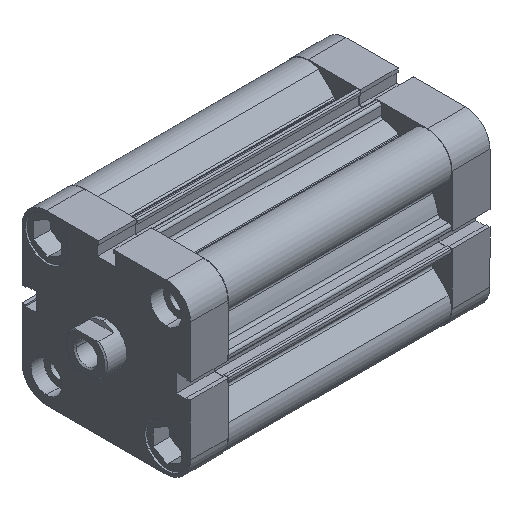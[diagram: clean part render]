
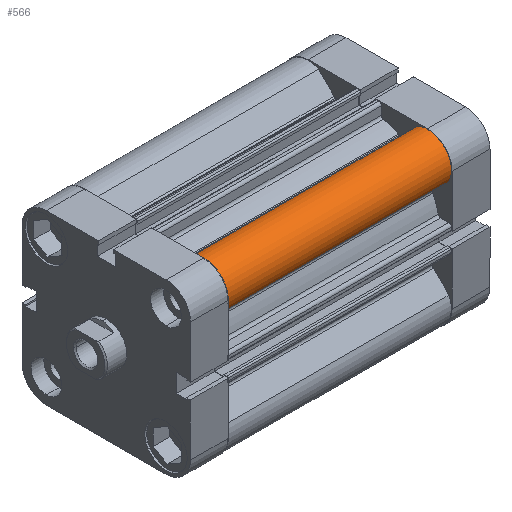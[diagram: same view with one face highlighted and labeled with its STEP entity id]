
A CAD part, isometric view. The second image highlights one B-rep face of the part: STEP entity #566.
In plain terms, the highlighted cylindrical face has radius 9.25 mm (diameter 18.5 mm), a partial arc.
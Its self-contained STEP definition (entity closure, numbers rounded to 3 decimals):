
#325 = VERTEX_POINT ( 'NONE', #7355 ) ;
#326 = VERTEX_POINT ( 'NONE', #7356 ) ;
#408 = VERTEX_POINT ( 'NONE', #7438 ) ;
#428 = VERTEX_POINT ( 'NONE', #7458 ) ;
#566 = ADVANCED_FACE ( 'NONE', ( #1455 ), #1454, .T. ) ;
#1065 = EDGE_LOOP ( 'NONE', ( #2722, #2721, #2720, #2719 ) ) ;
#1454 = CYLINDRICAL_SURFACE ( 'NONE', #9456, 9.25 ) ;
#1455 = FACE_OUTER_BOUND ( 'NONE', #1065, .T. ) ;
#2719 = ORIENTED_EDGE ( 'NONE', *, *, #9125, .T. ) ;
#2720 = ORIENTED_EDGE ( 'NONE', *, *, #8838, .F. ) ;
#2721 = ORIENTED_EDGE ( 'NONE', *, *, #9118, .F. ) ;
#2722 = ORIENTED_EDGE ( 'NONE', *, *, #9070, .T. ) ;
#4668 = CARTESIAN_POINT ( 'NONE',  ( 23.25, -23.25, 87. ) ) ;
#4680 = DIRECTION ( 'NONE',  ( 0., 0., 1. ) ) ;
#4681 = DIRECTION ( 'NONE',  ( -1., 0., 0. ) ) ;
#5304 = CIRCLE ( 'NONE', #9844, 9.25 ) ;
#5668 = CIRCLE ( 'NONE', #9935, 9.25 ) ;
#5745 = LINE ( 'NONE', #6443, #5746 ) ;
#5746 = VECTOR ( 'NONE', #6444, 1000. ) ;
#5759 = LINE ( 'NONE', #6457, #5760 ) ;
#5760 = VECTOR ( 'NONE', #6458, 1000. ) ;
#6320 = CARTESIAN_POINT ( 'NONE',  ( 23.25, -23.25, 0. ) ) ;
#6328 = DIRECTION ( 'NONE',  ( 0., 0., 1. ) ) ;
#6329 = DIRECTION ( 'NONE',  ( -1., 0., 0. ) ) ;
#6443 = CARTESIAN_POINT ( 'NONE',  ( 31.559, -19.184, 87. ) ) ;
#6444 = DIRECTION ( 'NONE',  ( 0., 0., -1. ) ) ;
#6457 = CARTESIAN_POINT ( 'NONE',  ( 19.184, -31.559, 87. ) ) ;
#6458 = DIRECTION ( 'NONE',  ( 0., 0., -1. ) ) ;
#7355 = CARTESIAN_POINT ( 'NONE',  ( 19.184, -31.559, 0. ) ) ;
#7356 = CARTESIAN_POINT ( 'NONE',  ( 31.559, -19.184, 0. ) ) ;
#7438 = CARTESIAN_POINT ( 'NONE',  ( 31.559, -19.184, 87. ) ) ;
#7458 = CARTESIAN_POINT ( 'NONE',  ( 19.184, -31.559, 87. ) ) ;
#7714 = DIRECTION ( 'NONE',  ( -1., 0., 0. ) ) ;
#7715 = DIRECTION ( 'NONE',  ( 0., 0., -1. ) ) ;
#7716 = CARTESIAN_POINT ( 'NONE',  ( 23.25, -23.25, 87. ) ) ;
#8838 = EDGE_CURVE ( 'NONE', #428, #408, #5304, .T. ) ;
#9070 = EDGE_CURVE ( 'NONE', #325, #326, #5668, .T. ) ;
#9118 = EDGE_CURVE ( 'NONE', #408, #326, #5745, .T. ) ;
#9125 = EDGE_CURVE ( 'NONE', #428, #325, #5759, .T. ) ;
#9456 = AXIS2_PLACEMENT_3D ( 'NONE', #7716, #7715, #7714 ) ;
#9844 = AXIS2_PLACEMENT_3D ( 'NONE', #4668, #4680, #4681 ) ;
#9935 = AXIS2_PLACEMENT_3D ( 'NONE', #6320, #6328, #6329 ) ;
